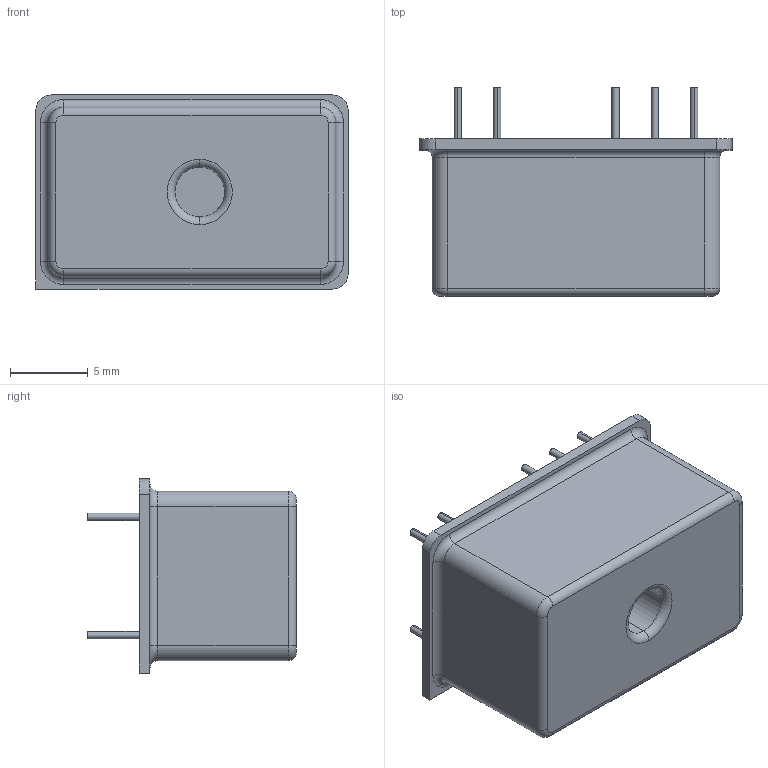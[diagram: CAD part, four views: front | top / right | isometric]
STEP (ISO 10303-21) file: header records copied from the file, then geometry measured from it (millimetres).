
FILE_DESCRIPTION (( 'STEP AP214' ), '1' );
FILE_NAME ('C12666MA.STEP', '2018-01-25T10:02:27', ( '' ), ( '' ), 'SwSTEP 2.0', 'SolidWorks 2018', '' );
FILE_SCHEMA (( 'AUTOMOTIVE_DESIGN' ));
Length unit declared in the file: millimetre
Products named in the file (1): C12666MA
Bounding box: 20.12 x 13.42 x 12.5 mm (x, y, z)
Volume: 2044.9 mm3; surface area: 1147.3 mm2
Topology: 1 solids, 1 shells, 69 faces, 147 edges, 92 vertices
Faces by surface type: cylinder 37, plane 22, torus 10
Entity records: 2258 total; most frequent: DIRECTION 373, CARTESIAN_POINT 309, ORIENTED_EDGE 294, AXIS2_PLACEMENT_3D 156, EDGE_CURVE 147, VERTEX_POINT 92, CIRCLE 86, EDGE_LOOP 81
